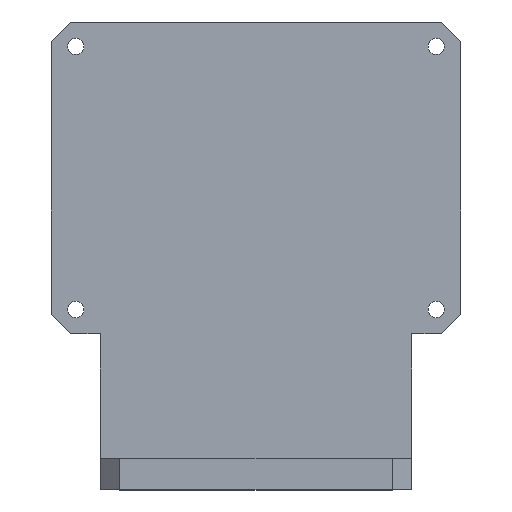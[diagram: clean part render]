
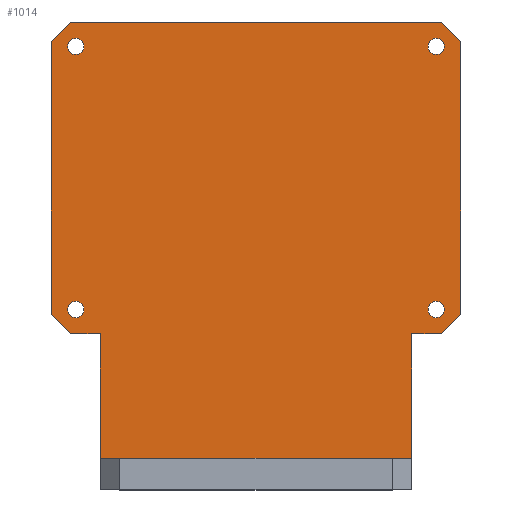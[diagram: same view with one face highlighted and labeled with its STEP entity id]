
A CAD part, top view. The second image highlights one B-rep face of the part: STEP entity #1014.
In plain terms, the highlighted planar face has unit normal (0, 0, 1).
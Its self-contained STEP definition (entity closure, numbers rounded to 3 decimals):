
#57=DIRECTION('',(0.,-1.,0.));
#58=VECTOR('',#57,70.);
#59=CARTESIAN_POINT('',(-52.5,115.,4.));
#60=LINE('',#59,#58);
#64=CARTESIAN_POINT('',(-46.25,46.25,4.));
#65=DIRECTION('',(0.,0.,1.));
#66=DIRECTION('',(-1.,0.,0.));
#67=AXIS2_PLACEMENT_3D('',#64,#65,#66);
#72=CARTESIAN_POINT('',(-46.25,46.25,4.));
#73=DIRECTION('',(0.,0.,1.));
#74=DIRECTION('',(1.,0.,0.));
#75=AXIS2_PLACEMENT_3D('',#72,#73,#74);
#80=CARTESIAN_POINT('',(46.25,46.25,4.));
#81=DIRECTION('',(0.,0.,1.));
#82=DIRECTION('',(-1.,0.,0.));
#83=AXIS2_PLACEMENT_3D('',#80,#81,#82);
#88=CARTESIAN_POINT('',(46.25,46.25,4.));
#89=DIRECTION('',(0.,0.,1.));
#90=DIRECTION('',(1.,0.,0.));
#91=AXIS2_PLACEMENT_3D('',#88,#89,#90);
#96=CARTESIAN_POINT('',(-46.25,113.75,4.));
#97=DIRECTION('',(0.,0.,1.));
#98=DIRECTION('',(-1.,0.,0.));
#99=AXIS2_PLACEMENT_3D('',#96,#97,#98);
#104=CARTESIAN_POINT('',(-46.25,113.75,4.));
#105=DIRECTION('',(0.,0.,1.));
#106=DIRECTION('',(1.,0.,0.));
#107=AXIS2_PLACEMENT_3D('',#104,#105,#106);
#112=CARTESIAN_POINT('',(46.25,113.75,4.));
#113=DIRECTION('',(0.,0.,1.));
#114=DIRECTION('',(-1.,0.,0.));
#115=AXIS2_PLACEMENT_3D('',#112,#113,#114);
#120=CARTESIAN_POINT('',(46.25,113.75,4.));
#121=DIRECTION('',(0.,0.,1.));
#122=DIRECTION('',(1.,0.,0.));
#123=AXIS2_PLACEMENT_3D('',#120,#121,#122);
#128=DIRECTION('',(0.707,-0.707,0.));
#129=VECTOR('',#128,7.071);
#130=CARTESIAN_POINT('',(-52.5,45.,4.));
#131=LINE('',#130,#129);
#135=DIRECTION('',(-0.707,-0.707,0.));
#136=VECTOR('',#135,7.071);
#137=CARTESIAN_POINT('',(-47.5,120.,4.));
#138=LINE('',#137,#136);
#142=DIRECTION('',(1.,0.,0.));
#143=VECTOR('',#142,95.);
#144=CARTESIAN_POINT('',(-47.5,120.,4.));
#145=LINE('',#144,#143);
#149=DIRECTION('',(-0.707,0.707,0.));
#150=VECTOR('',#149,7.071);
#151=CARTESIAN_POINT('',(52.5,115.,4.));
#152=LINE('',#151,#150);
#156=DIRECTION('',(0.707,0.707,0.));
#157=VECTOR('',#156,7.071);
#158=CARTESIAN_POINT('',(47.5,40.,4.));
#159=LINE('',#158,#157);
#163=DIRECTION('',(-1.,0.,0.));
#164=VECTOR('',#163,7.5);
#165=CARTESIAN_POINT('',(47.5,40.,4.));
#166=LINE('',#165,#164);
#170=DIRECTION('',(0.,1.,0.));
#171=VECTOR('',#170,32.);
#172=CARTESIAN_POINT('',(40.,8.,4.));
#173=LINE('',#172,#171);
#177=DIRECTION('',(0.,1.,0.));
#178=VECTOR('',#177,32.);
#179=CARTESIAN_POINT('',(-40.,8.,4.));
#180=LINE('',#179,#178);
#184=DIRECTION('',(1.,0.,0.));
#185=VECTOR('',#184,7.5);
#186=CARTESIAN_POINT('',(-47.5,40.,4.));
#187=LINE('',#186,#185);
#594=DIRECTION('',(1.,0.,0.));
#595=VECTOR('',#594,80.);
#596=CARTESIAN_POINT('',(-40.,8.,4.));
#597=LINE('',#596,#595);
#657=DIRECTION('',(0.,-1.,0.));
#658=VECTOR('',#657,70.);
#659=CARTESIAN_POINT('',(52.5,115.,4.));
#660=LINE('',#659,#658);
#792=CARTESIAN_POINT('',(-40.,8.,4.));
#793=CARTESIAN_POINT('',(-40.,40.,4.));
#794=VERTEX_POINT('',#792);
#795=VERTEX_POINT('',#793);
#796=CARTESIAN_POINT('',(40.,8.,4.));
#797=CARTESIAN_POINT('',(40.,40.,4.));
#798=VERTEX_POINT('',#796);
#799=VERTEX_POINT('',#797);
#840=CARTESIAN_POINT('',(-52.5,45.,4.));
#841=CARTESIAN_POINT('',(-47.5,40.,4.));
#842=VERTEX_POINT('',#840);
#843=VERTEX_POINT('',#841);
#852=CARTESIAN_POINT('',(-47.5,120.,4.));
#853=VERTEX_POINT('',#852);
#854=CARTESIAN_POINT('',(-52.5,115.,4.));
#855=VERTEX_POINT('',#854);
#856=CARTESIAN_POINT('',(52.5,115.,4.));
#857=CARTESIAN_POINT('',(47.5,120.,4.));
#858=VERTEX_POINT('',#856);
#859=VERTEX_POINT('',#857);
#868=CARTESIAN_POINT('',(47.5,40.,4.));
#869=VERTEX_POINT('',#868);
#870=CARTESIAN_POINT('',(52.5,45.,4.));
#871=VERTEX_POINT('',#870);
#876=CARTESIAN_POINT('',(-48.35,46.25,4.));
#877=CARTESIAN_POINT('',(-44.15,46.25,4.));
#878=VERTEX_POINT('',#876);
#879=VERTEX_POINT('',#877);
#884=CARTESIAN_POINT('',(44.15,46.25,4.));
#885=CARTESIAN_POINT('',(48.35,46.25,4.));
#886=VERTEX_POINT('',#884);
#887=VERTEX_POINT('',#885);
#892=CARTESIAN_POINT('',(-48.35,113.75,4.));
#893=CARTESIAN_POINT('',(-44.15,113.75,4.));
#894=VERTEX_POINT('',#892);
#895=VERTEX_POINT('',#893);
#900=CARTESIAN_POINT('',(44.15,113.75,4.));
#901=CARTESIAN_POINT('',(48.35,113.75,4.));
#902=VERTEX_POINT('',#900);
#903=VERTEX_POINT('',#901);
#961=CARTESIAN_POINT('',(-52.5,120.,4.));
#962=DIRECTION('',(0.,0.,1.));
#963=DIRECTION('',(0.,-1.,0.));
#964=AXIS2_PLACEMENT_3D('',#961,#962,#963);
#965=PLANE('',#964);
#966=ORIENTED_EDGE('',*,*,#951,.F.);
#967=ORIENTED_EDGE('',*,*,#941,.F.);
#969=ORIENTED_EDGE('',*,*,#968,.F.);
#971=ORIENTED_EDGE('',*,*,#970,.T.);
#973=ORIENTED_EDGE('',*,*,#972,.F.);
#975=ORIENTED_EDGE('',*,*,#974,.T.);
#977=ORIENTED_EDGE('',*,*,#976,.F.);
#979=ORIENTED_EDGE('',*,*,#978,.T.);
#981=ORIENTED_EDGE('',*,*,#980,.F.);
#983=ORIENTED_EDGE('',*,*,#982,.F.);
#985=ORIENTED_EDGE('',*,*,#984,.T.);
#987=ORIENTED_EDGE('',*,*,#986,.F.);
#988=EDGE_LOOP('',(#966,#967,#969,#971,#973,#975,#977,#979,#981,#983,#985,
#987));
#989=FACE_OUTER_BOUND('',#988,.F.);
#991=ORIENTED_EDGE('',*,*,#990,.T.);
#993=ORIENTED_EDGE('',*,*,#992,.T.);
#994=EDGE_LOOP('',(#991,#993));
#995=FACE_BOUND('',#994,.F.);
#997=ORIENTED_EDGE('',*,*,#996,.T.);
#999=ORIENTED_EDGE('',*,*,#998,.T.);
#1000=EDGE_LOOP('',(#997,#999));
#1001=FACE_BOUND('',#1000,.F.);
#1003=ORIENTED_EDGE('',*,*,#1002,.T.);
#1005=ORIENTED_EDGE('',*,*,#1004,.T.);
#1006=EDGE_LOOP('',(#1003,#1005));
#1007=FACE_BOUND('',#1006,.F.);
#1009=ORIENTED_EDGE('',*,*,#1008,.T.);
#1011=ORIENTED_EDGE('',*,*,#1010,.T.);
#1012=EDGE_LOOP('',(#1009,#1011));
#1013=FACE_BOUND('',#1012,.F.);
#1014=ADVANCED_FACE('',(#989,#995,#1001,#1007,#1013),#965,.T.);
#68=CIRCLE('',#67,2.1);
#76=CIRCLE('',#75,2.1);
#84=CIRCLE('',#83,2.1);
#92=CIRCLE('',#91,2.1);
#100=CIRCLE('',#99,2.1);
#108=CIRCLE('',#107,2.1);
#116=CIRCLE('',#115,2.1);
#124=CIRCLE('',#123,2.1);
#941=EDGE_CURVE('',#855,#842,#60,.T.);
#951=EDGE_CURVE('',#842,#843,#131,.T.);
#968=EDGE_CURVE('',#853,#855,#138,.T.);
#970=EDGE_CURVE('',#853,#859,#145,.T.);
#972=EDGE_CURVE('',#858,#859,#152,.T.);
#974=EDGE_CURVE('',#858,#871,#660,.T.);
#976=EDGE_CURVE('',#869,#871,#159,.T.);
#978=EDGE_CURVE('',#869,#799,#166,.T.);
#980=EDGE_CURVE('',#798,#799,#173,.T.);
#982=EDGE_CURVE('',#794,#798,#597,.T.);
#984=EDGE_CURVE('',#794,#795,#180,.T.);
#986=EDGE_CURVE('',#843,#795,#187,.T.);
#990=EDGE_CURVE('',#886,#887,#84,.T.);
#992=EDGE_CURVE('',#887,#886,#92,.T.);
#996=EDGE_CURVE('',#894,#895,#100,.T.);
#998=EDGE_CURVE('',#895,#894,#108,.T.);
#1002=EDGE_CURVE('',#902,#903,#116,.T.);
#1004=EDGE_CURVE('',#903,#902,#124,.T.);
#1008=EDGE_CURVE('',#878,#879,#68,.T.);
#1010=EDGE_CURVE('',#879,#878,#76,.T.);
